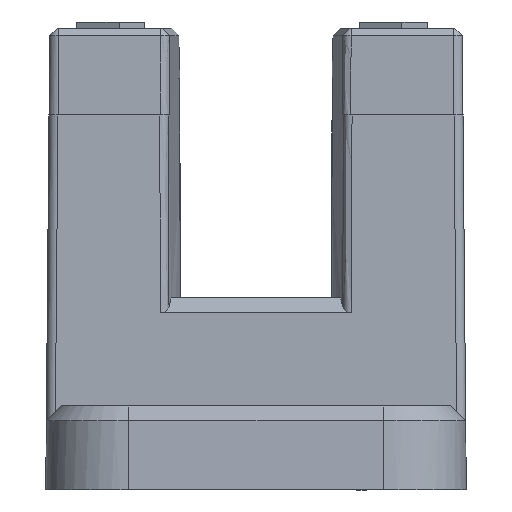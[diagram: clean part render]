
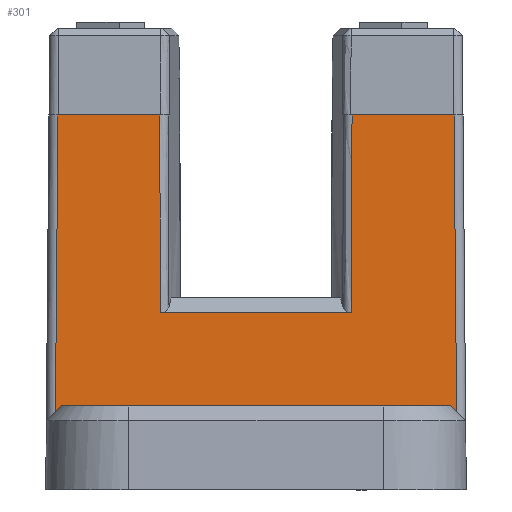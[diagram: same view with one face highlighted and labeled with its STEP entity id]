
A CAD part, left-side view. The second image highlights one B-rep face of the part: STEP entity #301.
In plain terms, the highlighted planar face has unit normal (-1, 0, 0.009).
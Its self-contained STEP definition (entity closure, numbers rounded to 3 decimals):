
#301=ADVANCED_FACE('',(#537),#450,.T.);
#450=PLANE('',#2830);
#537=FACE_OUTER_BOUND('',#689,.T.);
#689=EDGE_LOOP('',(#1100,#1101,#1102,#1103,#1104,#1105,#1106,#1107,#1108,
#1109));
#850=ELLIPSE('',#2828,1551.95,10.835);
#851=ELLIPSE('',#2829,1551.95,10.835);
#1100=ORIENTED_EDGE('',*,*,#2099,.F.);
#1101=ORIENTED_EDGE('',*,*,#2100,.T.);
#1102=ORIENTED_EDGE('',*,*,#2101,.T.);
#1103=ORIENTED_EDGE('',*,*,#2102,.F.);
#1104=ORIENTED_EDGE('',*,*,#2103,.T.);
#1105=ORIENTED_EDGE('',*,*,#2104,.T.);
#1106=ORIENTED_EDGE('',*,*,#2094,.F.);
#1107=ORIENTED_EDGE('',*,*,#2105,.T.);
#1108=ORIENTED_EDGE('',*,*,#2106,.T.);
#1109=ORIENTED_EDGE('',*,*,#2107,.T.);
#1812=VERTEX_POINT('',#4175);
#1813=VERTEX_POINT('',#4176);
#1814=VERTEX_POINT('',#4213);
#1815=VERTEX_POINT('',#4214);
#1816=VERTEX_POINT('',#4216);
#1817=VERTEX_POINT('',#4218);
#1818=VERTEX_POINT('',#4220);
#1819=VERTEX_POINT('',#4222);
#1820=VERTEX_POINT('',#4225);
#1821=VERTEX_POINT('',#4227);
#2094=EDGE_CURVE('',#1812,#1813,#2424,.T.);
#2099=EDGE_CURVE('',#1814,#1815,#2425,.T.);
#2100=EDGE_CURVE('',#1814,#1816,#2426,.T.);
#2101=EDGE_CURVE('',#1816,#1817,#2427,.T.);
#2102=EDGE_CURVE('',#1818,#1817,#2428,.T.);
#2103=EDGE_CURVE('',#1818,#1819,#2429,.T.);
#2104=EDGE_CURVE('',#1819,#1813,#2430,.T.);
#2105=EDGE_CURVE('',#1812,#1820,#850,.T.);
#2106=EDGE_CURVE('',#1820,#1821,#2431,.T.);
#2107=EDGE_CURVE('',#1821,#1815,#851,.T.);
#2424=LINE('',#4174,#2627);
#2425=LINE('',#4212,#2628);
#2426=LINE('',#4215,#2629);
#2427=LINE('',#4217,#2630);
#2428=LINE('',#4219,#2631);
#2429=LINE('',#4221,#2632);
#2430=LINE('',#4223,#2633);
#2431=LINE('',#4226,#2634);
#2627=VECTOR('',#3253,1.);
#2628=VECTOR('',#3260,1.);
#2629=VECTOR('',#3261,1.);
#2630=VECTOR('',#3262,1.);
#2631=VECTOR('',#3263,1.);
#2632=VECTOR('',#3264,1.);
#2633=VECTOR('',#3265,1.);
#2634=VECTOR('',#3268,1.);
#2828=AXIS2_PLACEMENT_3D('',#4224,#3266,#3267);
#2829=AXIS2_PLACEMENT_3D('',#4228,#3269,#3270);
#2830=AXIS2_PLACEMENT_3D('',#4229,#3271,#3272);
#3253=DIRECTION('',(0.,-1.,0.));
#3260=DIRECTION('',(0.,-1.,0.));
#3261=DIRECTION('',(-0.009,0.009,-1.));
#3262=DIRECTION('',(0.006,-0.71,0.704));
#3263=DIRECTION('',(0.,1.,0.));
#3264=DIRECTION('',(-0.006,-0.71,-0.704));
#3265=DIRECTION('',(0.009,0.009,1.));
#3266=DIRECTION('',(-1.,0.,0.009));
#3267=DIRECTION('',(-0.009,0.,-1.));
#3268=DIRECTION('',(0.,1.,0.));
#3269=DIRECTION('',(-1.,0.,0.009));
#3270=DIRECTION('',(-0.009,0.,-1.));
#3271=DIRECTION('',(-1.,0.,0.009));
#3272=DIRECTION('',(0.009,0.,1.));
#4174=CARTESIAN_POINT('',(0.548,-8.146,5.3));
#4175=CARTESIAN_POINT('',(0.548,-6.739,5.3));
#4176=CARTESIAN_POINT('',(0.548,-10.139,5.3));
#4212=CARTESIAN_POINT('',(0.548,-8.146,5.3));
#4213=CARTESIAN_POINT('',(0.548,3.062,5.3));
#4214=CARTESIAN_POINT('',(0.548,-0.33,5.3));
#4215=CARTESIAN_POINT('',(0.463,3.147,-4.403));
#4216=CARTESIAN_POINT('',(0.461,3.148,-4.598));
#4217=CARTESIAN_POINT('',(0.507,-2.121,0.626));
#4218=CARTESIAN_POINT('',(0.463,2.949,-4.4));
#4219=CARTESIAN_POINT('',(0.463,-3.535,-4.4));
#4220=CARTESIAN_POINT('',(0.463,-10.026,-4.4));
#4221=CARTESIAN_POINT('',(0.507,-4.952,0.63));
#4222=CARTESIAN_POINT('',(0.461,-10.225,-4.598));
#4223=CARTESIAN_POINT('',(0.549,-10.138,5.397));
#4224=CARTESIAN_POINT('',(-4.829,-16.683,-610.858));
#4225=CARTESIAN_POINT('',(0.49,-6.719,-1.3));
#4226=CARTESIAN_POINT('',(0.49,-3.535,-1.3));
#4227=CARTESIAN_POINT('',(0.49,-0.35,-1.3));
#4228=CARTESIAN_POINT('',(-4.829,9.614,-610.858));
#4229=CARTESIAN_POINT('',(0.494,-3.535,-0.8));
